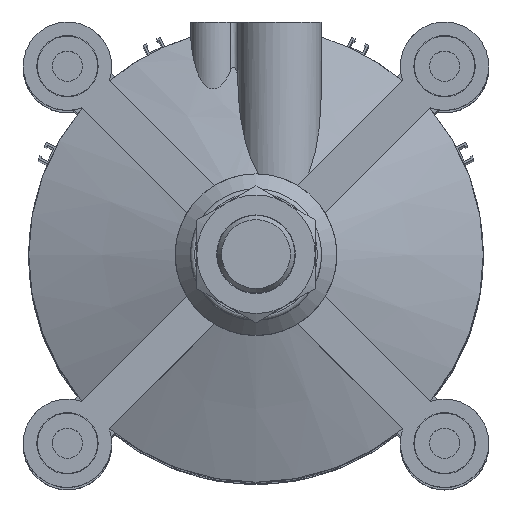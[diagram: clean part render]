
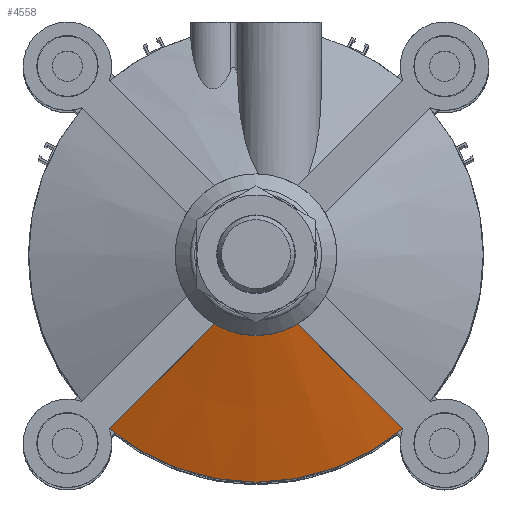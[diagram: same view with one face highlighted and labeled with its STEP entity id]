
A CAD part, top view. The second image highlights one B-rep face of the part: STEP entity #4558.
In plain terms, the highlighted conical face has half-angle 70 degrees and reference radius 71.5 mm.
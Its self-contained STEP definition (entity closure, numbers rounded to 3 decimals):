
#23=(
BOUNDED_CURVE()
B_SPLINE_CURVE(2,(#7255,#7256,#7257),.UNSPECIFIED.,.F.,.F.)
B_SPLINE_CURVE_WITH_KNOTS((3,3),(0.,7.304),
 .UNSPECIFIED.)
CURVE()
GEOMETRIC_REPRESENTATION_ITEM()
RATIONAL_B_SPLINE_CURVE((1.,1.14,1.))
REPRESENTATION_ITEM('')
);
#29=(
BOUNDED_CURVE()
B_SPLINE_CURVE(2,(#7429,#7430,#7431),.UNSPECIFIED.,.F.,.F.)
B_SPLINE_CURVE_WITH_KNOTS((3,3),(0.,7.303),.UNSPECIFIED.)
CURVE()
GEOMETRIC_REPRESENTATION_ITEM()
RATIONAL_B_SPLINE_CURVE((1.,1.14,1.))
REPRESENTATION_ITEM('')
);
#103=CONICAL_SURFACE('',#5011,71.5,1.222);
#1734=ORIENTED_EDGE('',*,*,#2649,.T.);
#1735=ORIENTED_EDGE('',*,*,#2560,.T.);
#1736=ORIENTED_EDGE('',*,*,#2650,.F.);
#1737=ORIENTED_EDGE('',*,*,#2629,.T.);
#2560=EDGE_CURVE('',#3105,#3103,#23,.T.);
#2629=EDGE_CURVE('',#3154,#3155,#29,.T.);
#2649=EDGE_CURVE('',#3155,#3105,#3444,.T.);
#2650=EDGE_CURVE('',#3154,#3103,#3445,.T.);
#3103=VERTEX_POINT('',#7253);
#3105=VERTEX_POINT('',#7258);
#3154=VERTEX_POINT('',#7432);
#3155=VERTEX_POINT('',#7433);
#3444=CIRCLE('',#5010,105.5);
#3445=CIRCLE('',#5012,37.5);
#3747=EDGE_LOOP('',(#1734,#1735,#1736,#1737));
#4129=FACE_BOUND('',#3747,.T.);
#4558=ADVANCED_FACE('',(#4129),#103,.T.);
#5010=AXIS2_PLACEMENT_3D('',#7480,#6042,#6043);
#5011=AXIS2_PLACEMENT_3D('',#7481,#6044,#6045);
#5012=AXIS2_PLACEMENT_3D('',#7482,#6046,#6047);
#6042=DIRECTION('',(0.,1.,0.));
#6043=DIRECTION('',(-1.,0.,0.));
#6044=DIRECTION('',(0.,-1.,0.));
#6045=DIRECTION('',(-1.,0.,0.));
#6046=DIRECTION('',(0.,1.,0.));
#6047=DIRECTION('',(-1.,0.,0.));
#7253=CARTESIAN_POINT('',(-32.105,40.75,19.378));
#7255=CARTESIAN_POINT('',(-80.692,16.,67.964));
#7256=CARTESIAN_POINT('',(-44.847,34.383,32.119));
#7257=CARTESIAN_POINT('',(-32.105,40.75,19.378));
#7258=CARTESIAN_POINT('',(-80.692,16.,67.964));
#7429=CARTESIAN_POINT('',(-32.105,40.75,-19.378));
#7430=CARTESIAN_POINT('',(-44.847,34.383,-32.119));
#7431=CARTESIAN_POINT('',(-80.692,16.,-67.964));
#7432=CARTESIAN_POINT('',(-32.105,40.75,-19.378));
#7433=CARTESIAN_POINT('',(-80.692,16.,-67.964));
#7480=CARTESIAN_POINT('',(0.,16.,0.));
#7481=CARTESIAN_POINT('',(0.,28.375,0.));
#7482=CARTESIAN_POINT('',(0.,40.75,0.));
